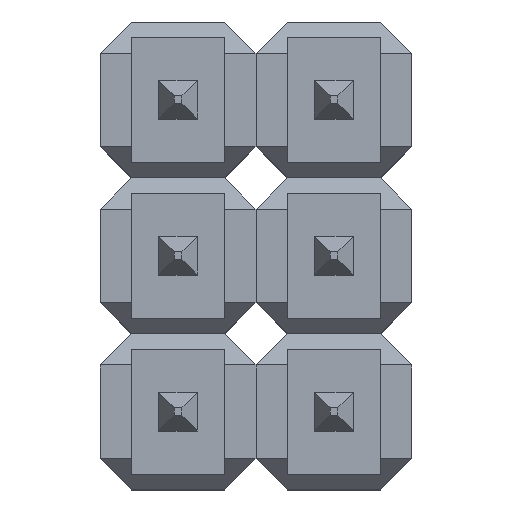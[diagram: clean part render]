
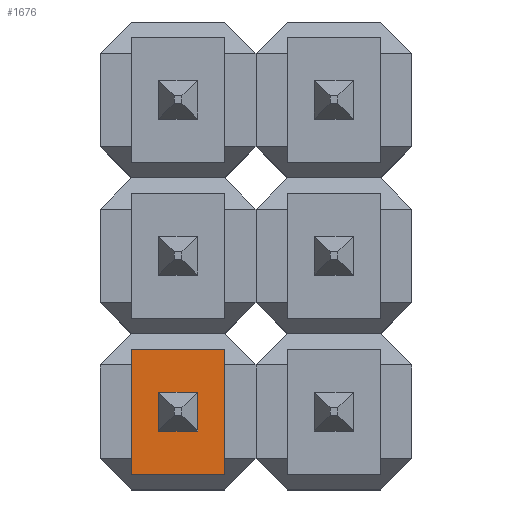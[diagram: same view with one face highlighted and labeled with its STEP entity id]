
A CAD part, top view. The second image highlights one B-rep face of the part: STEP entity #1676.
In plain terms, the highlighted planar face has unit normal (0, 0, 1).
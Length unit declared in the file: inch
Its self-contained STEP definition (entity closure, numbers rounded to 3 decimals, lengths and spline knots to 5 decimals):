
#1549=FACE_BOUND('',#2283,.T.);
#1550=FACE_BOUND('',#2284,.T.);
#1676=ADVANCED_FACE('',(#1549,#1550),#1880,.F.);
#1880=PLANE('',#5121);
#2283=EDGE_LOOP('',(#2919,#2920,#2921,#2922));
#2284=EDGE_LOOP('',(#2923,#2924,#2925,#2926));
#2919=ORIENTED_EDGE('',*,*,#3875,.T.);
#2920=ORIENTED_EDGE('',*,*,#3876,.T.);
#2921=ORIENTED_EDGE('',*,*,#3877,.T.);
#2922=ORIENTED_EDGE('',*,*,#3878,.T.);
#2923=ORIENTED_EDGE('',*,*,#3838,.T.);
#2924=ORIENTED_EDGE('',*,*,#3873,.T.);
#2925=ORIENTED_EDGE('',*,*,#3844,.T.);
#2926=ORIENTED_EDGE('',*,*,#3874,.T.);
#3459=VERTEX_POINT('',#6577);
#3460=VERTEX_POINT('',#6579);
#3465=VERTEX_POINT('',#6591);
#3466=VERTEX_POINT('',#6592);
#3483=VERTEX_POINT('',#6653);
#3484=VERTEX_POINT('',#6654);
#3485=VERTEX_POINT('',#6656);
#3486=VERTEX_POINT('',#6658);
#3838=EDGE_CURVE('',#3460,#3459,#4306,.T.);
#3844=EDGE_CURVE('',#3465,#3466,#4312,.T.);
#3873=EDGE_CURVE('',#3459,#3465,#4341,.T.);
#3874=EDGE_CURVE('',#3466,#3460,#4342,.T.);
#3875=EDGE_CURVE('',#3483,#3484,#4343,.T.);
#3876=EDGE_CURVE('',#3484,#3485,#4344,.T.);
#3877=EDGE_CURVE('',#3485,#3486,#4345,.T.);
#3878=EDGE_CURVE('',#3486,#3483,#4346,.T.);
#4306=LINE('',#6578,#4774);
#4312=LINE('',#6590,#4780);
#4341=LINE('',#6648,#4809);
#4342=LINE('',#6650,#4810);
#4343=LINE('',#6652,#4811);
#4344=LINE('',#6655,#4812);
#4345=LINE('',#6657,#4813);
#4346=LINE('',#6659,#4814);
#4774=VECTOR('',#5655,1.);
#4780=VECTOR('',#5663,1.);
#4809=VECTOR('',#5714,1.);
#4810=VECTOR('',#5717,1.);
#4811=VECTOR('',#5720,1.);
#4812=VECTOR('',#5721,1.);
#4813=VECTOR('',#5722,1.);
#4814=VECTOR('',#5723,1.);
#5121=AXIS2_PLACEMENT_3D('',#6660,#5724,#5725);
#5655=DIRECTION('',(-1.,0.,0.));
#5663=DIRECTION('',(1.,0.,0.));
#5714=DIRECTION('',(0.,-1.,0.));
#5717=DIRECTION('',(0.,1.,0.));
#5720=DIRECTION('',(-1.,0.,0.));
#5721=DIRECTION('',(0.,1.,0.));
#5722=DIRECTION('',(1.,0.,0.));
#5723=DIRECTION('',(0.,-1.,0.));
#5724=DIRECTION('',(0.,0.,-1.));
#5725=DIRECTION('',(-1.,0.,0.));
#6577=CARTESIAN_POINT('',(-0.03,0.04,0.09));
#6578=CARTESIAN_POINT('',(0.,0.04,0.09));
#6579=CARTESIAN_POINT('',(0.03,0.04,0.09));
#6590=CARTESIAN_POINT('',(0.,-0.04,0.09));
#6591=CARTESIAN_POINT('',(-0.03,-0.04,0.09));
#6592=CARTESIAN_POINT('',(0.03,-0.04,0.09));
#6648=CARTESIAN_POINT('',(-0.03,-0.05,0.09));
#6650=CARTESIAN_POINT('',(0.03,0.05,0.09));
#6652=CARTESIAN_POINT('',(0.,-0.0125,0.09));
#6653=CARTESIAN_POINT('',(0.0125,-0.0125,0.09));
#6654=CARTESIAN_POINT('',(-0.0125,-0.0125,0.09));
#6655=CARTESIAN_POINT('',(-0.0125,0.,0.09));
#6656=CARTESIAN_POINT('',(-0.0125,0.0125,0.09));
#6657=CARTESIAN_POINT('',(0.,0.0125,0.09));
#6658=CARTESIAN_POINT('',(0.0125,0.0125,0.09));
#6659=CARTESIAN_POINT('',(0.0125,0.,0.09));
#6660=CARTESIAN_POINT('',(0.,0.,0.09));
